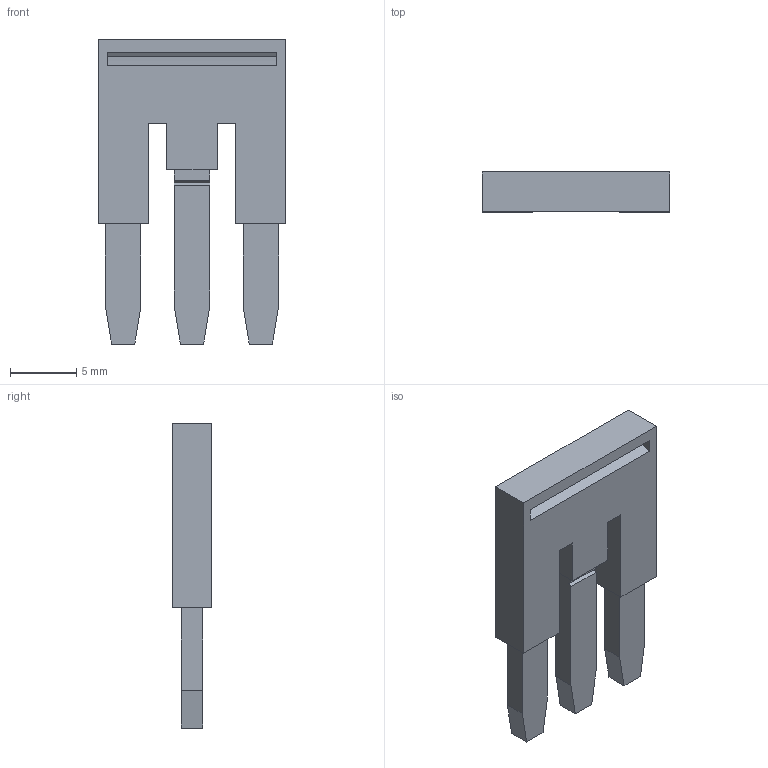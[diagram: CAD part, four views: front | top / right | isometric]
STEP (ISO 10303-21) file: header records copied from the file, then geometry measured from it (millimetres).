
FILE_DESCRIPTION(('Creo Elements/Direct Modeling STEP Export'),'2;1');
FILE_NAME('model.stp','2022-09-08T15:10:40',(''),(''),'Creo Elements/Direct Modeling STEP processor for AP214 (Solid Model)','Creo Elements/Direct Modeling 20.1D 10-Oct-2020 (C) Parametric Technology GmbH','');
FILE_SCHEMA(('AUTOMOTIVE_DESIGN { 1 0 10303 214 1 1 1 1 }'));
Length unit declared in the file: millimetre
Products named in the file (2): FBS_3_5-Select
Assembly tree (1 placements, depth 2):
  FBS_3_5-Select
    FBS_3_5-Select
Bounding box: 14.2 x 3 x 22.98 mm (x, y, z)
Volume: 591.8 mm3; surface area: 853.8 mm2
Topology: 1 solids, 1 shells, 51 faces, 132 edges, 88 vertices
Faces by surface type: plane 51
Entity records: 1928 total; most frequent: ORIENTED_EDGE 264, CARTESIAN_POINT 262, DIRECTION 220, EDGE_CURVE 132, VECTOR 128, LINE 128, VERTEX_POINT 88, EDGE_LOOP 56
